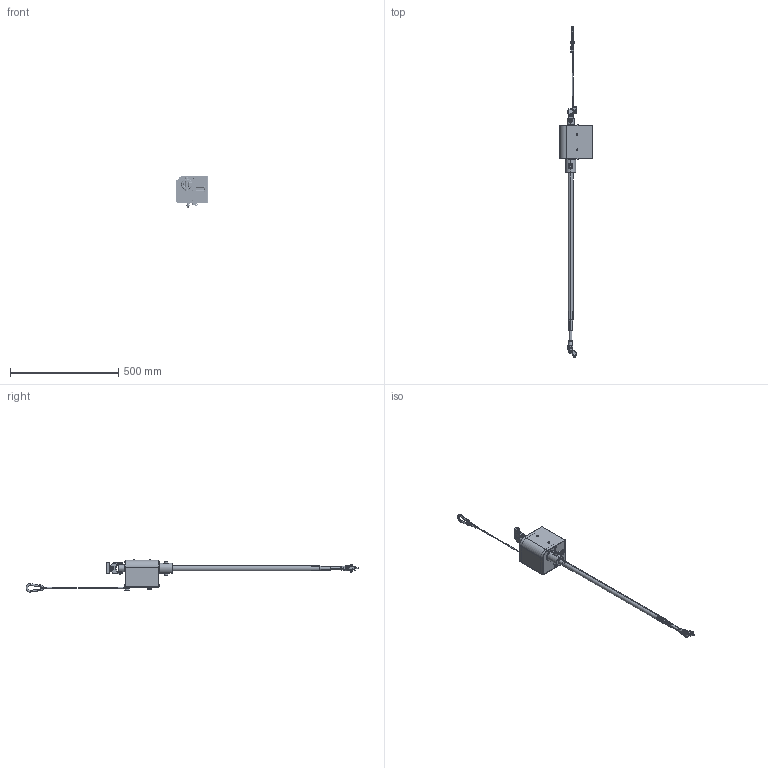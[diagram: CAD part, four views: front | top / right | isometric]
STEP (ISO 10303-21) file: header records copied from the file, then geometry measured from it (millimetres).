
FILE_DESCRIPTION((''),'2;1');
FILE_NAME('4390151275_ASM','2019-12-30T15:33:09',('INEextrab'),(''),'CREO PARAMETRIC BY PTC INC, 2018100','CREO PARAMETRIC BY PTC INC, 2018100','');
FILE_SCHEMA(('AP242_MANAGED_MODEL_BASED_3D_ENGINEERING_MIM_LF { 1 0 10303 442 1 1 4 }'));
Products named in the file (49): 4390208510; 4390208519; 0211124700; 4390208535_ASM; 4390208527; 4390208529; 4390207629; 4390208528; 0215001105; 4390208530; 4390208504_ASM; 4390207603; 4390151401; 4390151003; 4390151404; 0196155291; 4390208531_ASM; 4390208525; 4390208515; TIMBLE; 1-1-SOLID1; 2-1-SOLID1; 4390207914_ASM; 4390208517_ASM; 4390207910; 0216132500; 4390208518_ASM; 4390208070; 4390151005; 4390151206; 4390151009; 4390151281_ASM; 4390151207_AF0; 4390151011; 4390208565_ASM; 4390151208_AF0; 4390208555_ASM; 4390151013; 4390151014; 0291110600 ...
Assembly tree (66 placements, depth 5):
  4390151275_ASM
    4390208504_ASM
      4390208535_ASM
        4390208510
        4390208519
        0211124700  x6
      4390208527
      4390208529
      4390207629
      4390208528
      0215001105  x8
      4390208530
    4390208531_ASM
      4390207603
      4390151401
      4390151003
      4390151404
      0196155291  x4
    4390208525
    4390208518_ASM
      4390208517_ASM
        4390208515
        TIMBLE  x2
        4390207914_ASM
          1-1-SOLID1
          2-1-SOLID1
      4390207910
      0216132500
    4390208070  x2
    4390208545_ASM
      4390151281_ASM
        4390151005
        4390151206
        4390151009
      4390208565_ASM
        4390151207_AF0
        4390151011
      4390208555_ASM
        4390151208_AF0
      4390151013
      4390151014
      0291110600
      0108119700
      0663908300
    4390151087_ASM
      4390151016
      0196155291
      0211124800
    4390208560
    0215001101
Bounding box: 149 x 1532.01 x 149.42 mm (x, y, z)
Volume: 931035.3 mm3; surface area: 686909.3 mm2
Topology: 65 solids, 114 shells, 4071 faces, 10250 edges, 6378 vertices
Faces by surface type: cylinder 1266, plane 1209, cone 562, torus 484, bspline 404, sphere 114, extrusion 21, revolution 11
Entity records: 320255 total; most frequent: CARTESIAN_POINT 220408, ORIENTED_EDGE 18359, DIRECTION 18287, EDGE_CURVE 9406, AXIS2_PLACEMENT_3D 7325, VERTEX_POINT 5914, EDGE_LOOP 4034, CIRCLE 3836
